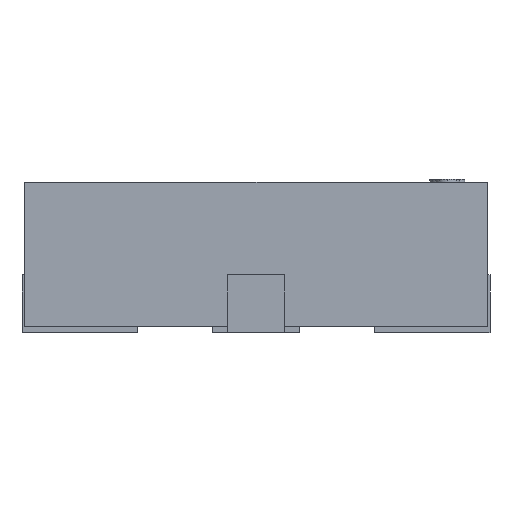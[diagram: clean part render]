
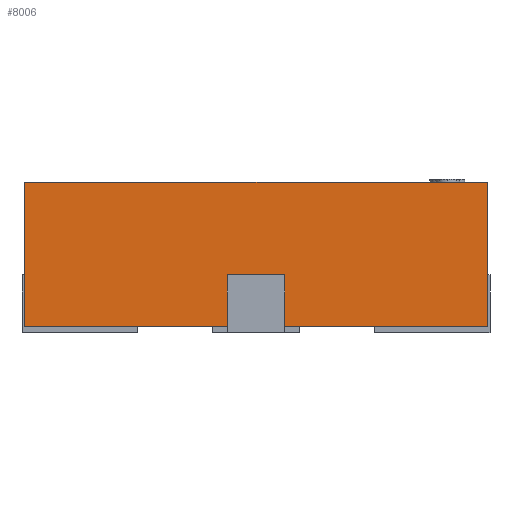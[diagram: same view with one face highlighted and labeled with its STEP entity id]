
A CAD part, left-side view. The second image highlights one B-rep face of the part: STEP entity #8006.
In plain terms, the highlighted planar face has unit normal (-1, 0, 0).
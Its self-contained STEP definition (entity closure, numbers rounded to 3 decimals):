
#472 = ORIENTED_EDGE ( 'NONE', *, *, #6418, .T. ) ;
#551 = DIRECTION ( 'NONE',  ( 0., 0., -1. ) ) ;
#882 = DIRECTION ( 'NONE',  ( 1., 0., 0. ) ) ;
#1485 = VERTEX_POINT ( 'NONE', #18614 ) ;
#2036 = VERTEX_POINT ( 'NONE', #12479 ) ;
#2848 = VECTOR ( 'NONE', #9162, 1000. ) ;
#5501 = VERTEX_POINT ( 'NONE', #11340 ) ;
#6418 = EDGE_CURVE ( 'NONE', #2036, #1485, #18220, .T. ) ;
#6585 = DIRECTION ( 'NONE',  ( 0., -1., 0. ) ) ;
#7140 = FACE_OUTER_BOUND ( 'NONE', #17957, .T. ) ;
#7350 = ORIENTED_EDGE ( 'NONE', *, *, #17443, .F. ) ;
#7984 = LINE ( 'NONE', #12838, #2848 ) ;
#8006 = ADVANCED_FACE ( 'NONE', ( #7140 ), #13604, .F. ) ;
#9162 = DIRECTION ( 'NONE',  ( 0., 0., -1. ) ) ;
#10262 = AXIS2_PLACEMENT_3D ( 'NONE', #20399, #882, #13495 ) ;
#11340 = CARTESIAN_POINT ( 'NONE',  ( -0.8, 0.8, 0.53 ) ) ;
#12084 = LINE ( 'NONE', #15544, #18438 ) ;
#12415 = CARTESIAN_POINT ( 'NONE',  ( -0.8, -0.8, 0.53 ) ) ;
#12479 = CARTESIAN_POINT ( 'NONE',  ( -0.8, 0.8, 0.03 ) ) ;
#12838 = CARTESIAN_POINT ( 'NONE',  ( -0.8, -0.8, 0.53 ) ) ;
#13495 = DIRECTION ( 'NONE',  ( 0., 1., 0. ) ) ;
#13604 = PLANE ( 'NONE',  #10262 ) ;
#13723 = VERTEX_POINT ( 'NONE', #12415 ) ;
#14462 = LINE ( 'NONE', #21035, #17615 ) ;
#14540 = VECTOR ( 'NONE', #18114, 1000. ) ;
#15193 = CARTESIAN_POINT ( 'NONE',  ( -0.8, 0.8, 0.03 ) ) ;
#15544 = CARTESIAN_POINT ( 'NONE',  ( -0.8, 0.8, 0.53 ) ) ;
#17443 = EDGE_CURVE ( 'NONE', #5501, #13723, #14462, .T. ) ;
#17615 = VECTOR ( 'NONE', #6585, 1000. ) ;
#17957 = EDGE_LOOP ( 'NONE', ( #472, #18845, #7350, #20445 ) ) ;
#18114 = DIRECTION ( 'NONE',  ( 0., -1., 0. ) ) ;
#18220 = LINE ( 'NONE', #15193, #14540 ) ;
#18438 = VECTOR ( 'NONE', #551, 1000. ) ;
#18614 = CARTESIAN_POINT ( 'NONE',  ( -0.8, -0.8, 0.03 ) ) ;
#18845 = ORIENTED_EDGE ( 'NONE', *, *, #19560, .F. ) ;
#19560 = EDGE_CURVE ( 'NONE', #13723, #1485, #7984, .T. ) ;
#20399 = CARTESIAN_POINT ( 'NONE',  ( -0.8, 0.8, 0.53 ) ) ;
#20445 = ORIENTED_EDGE ( 'NONE', *, *, #21067, .T. ) ;
#21035 = CARTESIAN_POINT ( 'NONE',  ( -0.8, 0.8, 0.53 ) ) ;
#21067 = EDGE_CURVE ( 'NONE', #5501, #2036, #12084, .T. ) ;
